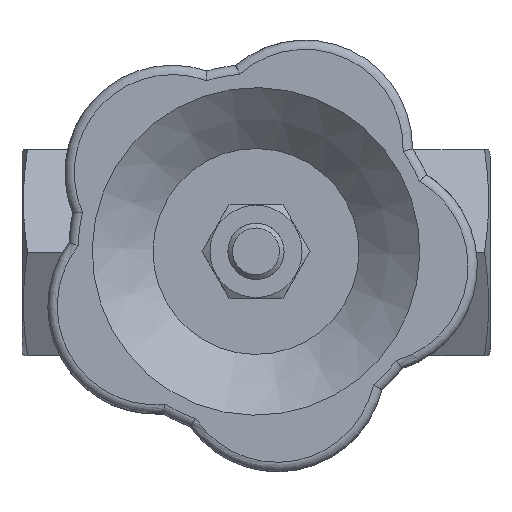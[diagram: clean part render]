
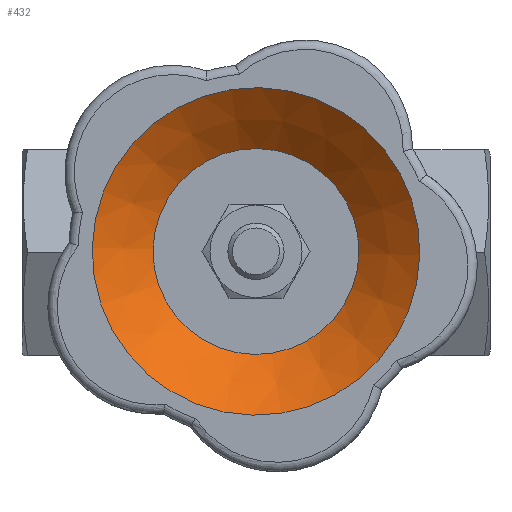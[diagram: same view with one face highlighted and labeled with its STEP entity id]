
A CAD part, top view. The second image highlights one B-rep face of the part: STEP entity #432.
In plain terms, the highlighted conical face has half-angle 49.764 degrees and reference radius 11 mm.
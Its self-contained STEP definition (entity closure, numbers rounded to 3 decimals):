
#432 = ADVANCED_FACE( '', ( #909, #910 ), #911, .F. );
#909 = FACE_OUTER_BOUND( '', #1383, .T. );
#910 = FACE_BOUND( '', #1384, .T. );
#911 = CONICAL_SURFACE( '', #1385, 11., 0.869 );
#1383 = EDGE_LOOP( '', ( #2476 ) );
#1384 = EDGE_LOOP( '', ( #2477 ) );
#1385 = AXIS2_PLACEMENT_3D( '', #2478, #2479, #2480 );
#2476 = ORIENTED_EDGE( '', *, *, #2836, .F. );
#2477 = ORIENTED_EDGE( '', *, *, #2892, .T. );
#2478 = CARTESIAN_POINT( '', ( 0., 0., 81.778 ) );
#2479 = DIRECTION( '', ( 0., 0., 1. ) );
#2480 = DIRECTION( '', ( -0.481, 0.877, 0. ) );
#2836 = EDGE_CURVE( '', #3426, #3426, #3427, .T. );
#2892 = EDGE_CURVE( '', #3492, #3492, #3493, .T. );
#3426 = VERTEX_POINT( '', #4862 );
#3427 = CIRCLE( '', #4863, 17.5 );
#3492 = VERTEX_POINT( '', #4990 );
#3493 = CIRCLE( '', #4991, 11. );
#4862 = CARTESIAN_POINT( '', ( 8.413, -15.345, 87.278 ) );
#4863 = AXIS2_PLACEMENT_3D( '', #5410, #5411, #5412 );
#4990 = CARTESIAN_POINT( '', ( 5.288, -9.645, 81.778 ) );
#4991 = AXIS2_PLACEMENT_3D( '', #5466, #5467, #5468 );
#5410 = CARTESIAN_POINT( '', ( 0., 0., 87.278 ) );
#5411 = DIRECTION( '', ( 0., 0., -1. ) );
#5412 = DIRECTION( '', ( 0.481, -0.877, 0. ) );
#5466 = CARTESIAN_POINT( '', ( 0., 0., 81.778 ) );
#5467 = DIRECTION( '', ( 0., 0., -1. ) );
#5468 = DIRECTION( '', ( 0.481, -0.877, 0. ) );
